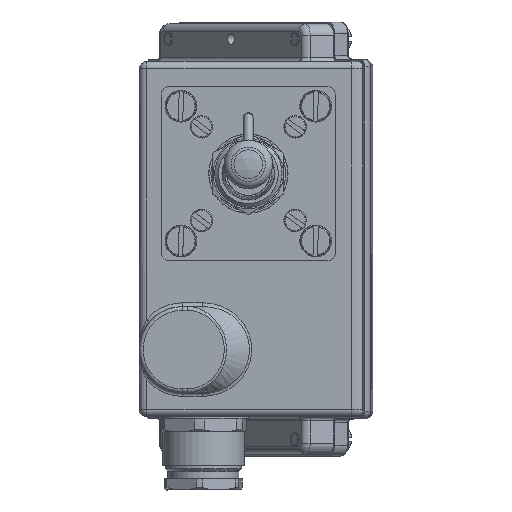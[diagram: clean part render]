
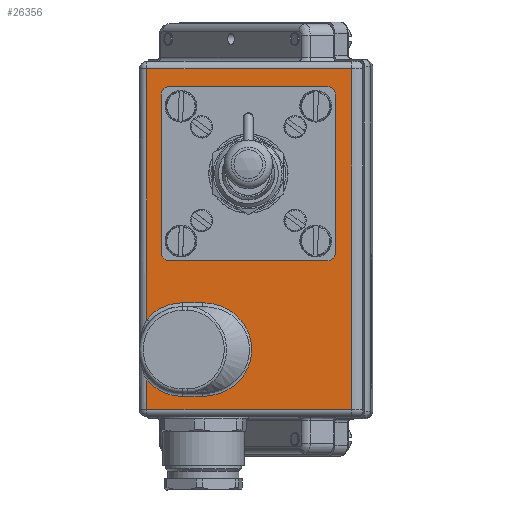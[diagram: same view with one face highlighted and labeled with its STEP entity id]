
A CAD part, front view. The second image highlights one B-rep face of the part: STEP entity #26356.
In plain terms, the highlighted planar face has unit normal (0, -1, 0).
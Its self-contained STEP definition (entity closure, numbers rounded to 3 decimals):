
#26059=CARTESIAN_POINT('',(-0.75,-50.108,16.813));
#26060=VERTEX_POINT('',#26059);
#26061=CARTESIAN_POINT('',(41.75,-50.108,16.813));
#26062=VERTEX_POINT('',#26061);
#26063=CARTESIAN_POINT('',(-0.75,-50.108,16.813));
#26064=DIRECTION('',(1.0,0.0,0.0));
#26065=VECTOR('',#26064,42.5);
#26066=LINE('',#26063,#26065);
#26067=EDGE_CURVE('',#26060,#26062,#26066,.T.);
#26090=CARTESIAN_POINT('',(-2.75,-50.108,14.813));
#26091=VERTEX_POINT('',#26090);
#26092=CARTESIAN_POINT('',(-0.75,-50.108,14.813));
#26093=DIRECTION('',(0.0,1.0,0.0));
#26094=DIRECTION('',(-1.0,0.0,0.0));
#26095=AXIS2_PLACEMENT_3D('',#26092,#26093,#26094);
#26096=CIRCLE('',#26095,2.0);
#26097=EDGE_CURVE('',#26091,#26060,#26096,.T.);
#26115=CARTESIAN_POINT('',(-2.75,-50.108,-27.687));
#26116=VERTEX_POINT('',#26115);
#26117=CARTESIAN_POINT('',(-2.75,-50.108,-27.687));
#26118=DIRECTION('',(0.0,0.0,1.0));
#26119=VECTOR('',#26118,42.5);
#26120=LINE('',#26117,#26119);
#26121=EDGE_CURVE('',#26116,#26091,#26120,.T.);
#26139=CARTESIAN_POINT('',(-0.75,-50.108,-29.687));
#26140=VERTEX_POINT('',#26139);
#26141=CARTESIAN_POINT('',(-0.75,-50.108,-27.687));
#26142=DIRECTION('',(0.0,1.0,0.0));
#26143=DIRECTION('',(0.0,0.0,-1.0));
#26144=AXIS2_PLACEMENT_3D('',#26141,#26142,#26143);
#26145=CIRCLE('',#26144,2.0);
#26146=EDGE_CURVE('',#26140,#26116,#26145,.T.);
#26164=CARTESIAN_POINT('',(41.75,-50.108,-29.687));
#26165=VERTEX_POINT('',#26164);
#26166=CARTESIAN_POINT('',(41.75,-50.108,-29.687));
#26167=DIRECTION('',(-1.0,0.0,0.0));
#26168=VECTOR('',#26167,42.5);
#26169=LINE('',#26166,#26168);
#26170=EDGE_CURVE('',#26165,#26140,#26169,.T.);
#26188=CARTESIAN_POINT('',(43.75,-50.108,-27.687));
#26189=VERTEX_POINT('',#26188);
#26190=CARTESIAN_POINT('',(41.75,-50.108,-27.687));
#26191=DIRECTION('',(0.0,1.0,0.0));
#26192=DIRECTION('',(1.0,0.0,0.0));
#26193=AXIS2_PLACEMENT_3D('',#26190,#26191,#26192);
#26194=CIRCLE('',#26193,2.0);
#26195=EDGE_CURVE('',#26189,#26165,#26194,.T.);
#26213=CARTESIAN_POINT('',(43.75,-50.108,14.813));
#26214=VERTEX_POINT('',#26213);
#26215=CARTESIAN_POINT('',(43.75,-50.108,14.813));
#26216=DIRECTION('',(0.0,0.0,-1.0));
#26217=VECTOR('',#26216,42.5);
#26218=LINE('',#26215,#26217);
#26219=EDGE_CURVE('',#26214,#26189,#26218,.T.);
#26237=CARTESIAN_POINT('',(41.75,-50.108,14.813));
#26238=DIRECTION('',(0.0,1.0,0.0));
#26239=DIRECTION('',(0.0,0.0,1.0));
#26240=AXIS2_PLACEMENT_3D('',#26237,#26238,#26239);
#26241=CIRCLE('',#26240,2.0);
#26242=EDGE_CURVE('',#26062,#26214,#26241,.T.);
#26250=CARTESIAN_POINT('',(48.068,-50.108,-71.437));
#26251=DIRECTION('',(0.0,-1.0,0.0));
#26252=DIRECTION('',(0.0,0.0,1.0));
#26253=AXIS2_PLACEMENT_3D('',#26250,#26251,#26252);
#26254=PLANE('',#26253);
#26255=CARTESIAN_POINT('',(2.9,-50.108,-40.937));
#26256=VERTEX_POINT('',#26255);
#26257=CARTESIAN_POINT('',(-6.6,-50.108,-45.313));
#26258=VERTEX_POINT('',#26257);
#26259=CARTESIAN_POINT('',(2.9,-50.108,-53.437));
#26260=DIRECTION('',(0.,-1.0,0.));
#26261=DIRECTION('',(-0.467,0.,0.884));
#26262=AXIS2_PLACEMENT_3D('',#26259,#26260,#26261);
#26263=CIRCLE('',#26262,12.5);
#26264=EDGE_CURVE('',#26256,#26258,#26263,.T.);
#26265=ORIENTED_EDGE('',*,*,#26264,.F.);
#26266=CARTESIAN_POINT('',(8.222,-50.108,-40.937));
#26267=VERTEX_POINT('',#26266);
#26268=CARTESIAN_POINT('',(8.222,-50.108,-40.937));
#26269=DIRECTION('',(-1.0,0.0,0.0));
#26270=VECTOR('',#26269,5.322);
#26271=LINE('',#26268,#26270);
#26272=EDGE_CURVE('',#26267,#26256,#26271,.T.);
#26273=ORIENTED_EDGE('',*,*,#26272,.F.);
#26274=CARTESIAN_POINT('',(8.222,-50.108,-65.937));
#26275=VERTEX_POINT('',#26274);
#26276=CARTESIAN_POINT('',(8.222,-50.108,-65.937));
#26277=CARTESIAN_POINT('',(10.136,-50.108,-65.937));
#26278=CARTESIAN_POINT('',(14.005,-50.108,-65.16));
#26279=CARTESIAN_POINT('',(18.796,-50.108,-61.662));
#26280=CARTESIAN_POINT('',(21.501,-50.108,-56.375));
#26281=CARTESIAN_POINT('',(21.499,-50.108,-50.47));
#26282=CARTESIAN_POINT('',(18.772,-50.108,-45.191));
#26283=CARTESIAN_POINT('',(13.991,-50.108,-41.712));
#26284=CARTESIAN_POINT('',(10.136,-50.108,-40.937));
#26285=CARTESIAN_POINT('',(8.222,-50.108,-40.937));
#26286=B_SPLINE_CURVE_WITH_KNOTS('',3,(#26276,#26277,#26278,#26279,#26280,#26281,#26282,#26283,#26284,#26285),.UNSPECIFIED.,.F.,.U.,(4,1,1,1,1,1,1,4),(-4.019,-3.445,-2.871,-2.296,-1.722,-1.148,-0.574,0.0),.UNSPECIFIED.);
#26287=EDGE_CURVE('',#26275,#26267,#26286,.T.);
#26288=ORIENTED_EDGE('',*,*,#26287,.F.);
#26289=CARTESIAN_POINT('',(2.9,-50.108,-65.937));
#26290=VERTEX_POINT('',#26289);
#26291=CARTESIAN_POINT('',(2.9,-50.108,-65.937));
#26292=DIRECTION('',(1.0,0.0,0.0));
#26293=VECTOR('',#26292,5.322);
#26294=LINE('',#26291,#26293);
#26295=EDGE_CURVE('',#26290,#26275,#26294,.T.);
#26296=ORIENTED_EDGE('',*,*,#26295,.F.);
#26297=CARTESIAN_POINT('',(-6.6,-50.108,-61.561));
#26298=VERTEX_POINT('',#26297);
#26299=CARTESIAN_POINT('',(2.9,-50.108,-53.437));
#26300=DIRECTION('',(0.,-1.0,0.));
#26301=DIRECTION('',(-0.467,0.,-0.884));
#26302=AXIS2_PLACEMENT_3D('',#26299,#26300,#26301);
#26303=CIRCLE('',#26302,12.5);
#26304=EDGE_CURVE('',#26298,#26290,#26303,.T.);
#26305=ORIENTED_EDGE('',*,*,#26304,.F.);
#26306=CARTESIAN_POINT('',(-6.6,-50.108,-69.437));
#26307=VERTEX_POINT('',#26306);
#26308=CARTESIAN_POINT('',(-6.6,-50.108,-69.437));
#26309=DIRECTION('',(0.0,0.0,1.0));
#26310=VECTOR('',#26309,7.876);
#26311=LINE('',#26308,#26310);
#26312=EDGE_CURVE('',#26307,#26298,#26311,.T.);
#26313=ORIENTED_EDGE('',*,*,#26312,.F.);
#26314=CARTESIAN_POINT('',(48.068,-50.108,-69.437));
#26315=VERTEX_POINT('',#26314);
#26316=CARTESIAN_POINT('',(48.068,-50.108,-69.437));
#26317=DIRECTION('',(-1.0,0.0,0.0));
#26318=VECTOR('',#26317,54.668);
#26319=LINE('',#26316,#26318);
#26320=EDGE_CURVE('',#26315,#26307,#26319,.T.);
#26321=ORIENTED_EDGE('',*,*,#26320,.F.);
#26322=CARTESIAN_POINT('',(48.068,-50.108,21.563));
#26323=VERTEX_POINT('',#26322);
#26324=CARTESIAN_POINT('',(48.068,-50.108,-69.437));
#26325=DIRECTION('',(0.0,0.0,1.0));
#26326=VECTOR('',#26325,91.0);
#26327=LINE('',#26324,#26326);
#26328=EDGE_CURVE('',#26315,#26323,#26327,.T.);
#26329=ORIENTED_EDGE('',*,*,#26328,.T.);
#26330=CARTESIAN_POINT('',(-6.6,-50.108,21.563));
#26331=VERTEX_POINT('',#26330);
#26332=CARTESIAN_POINT('',(-6.6,-50.108,21.563));
#26333=DIRECTION('',(1.0,0.0,0.0));
#26334=VECTOR('',#26333,54.668);
#26335=LINE('',#26332,#26334);
#26336=EDGE_CURVE('',#26331,#26323,#26335,.T.);
#26337=ORIENTED_EDGE('',*,*,#26336,.F.);
#26338=CARTESIAN_POINT('',(-6.6,-50.108,-45.313));
#26339=DIRECTION('',(0.0,0.0,1.0));
#26340=VECTOR('',#26339,66.876);
#26341=LINE('',#26338,#26340);
#26342=EDGE_CURVE('',#26258,#26331,#26341,.T.);
#26343=ORIENTED_EDGE('',*,*,#26342,.F.);
#26344=EDGE_LOOP('',(#26265,#26273,#26288,#26296,#26305,#26313,#26321,#26329,#26337,#26343));
#26345=FACE_OUTER_BOUND('',#26344,.T.);
#26346=ORIENTED_EDGE('',*,*,#26067,.T.);
#26347=ORIENTED_EDGE('',*,*,#26242,.T.);
#26348=ORIENTED_EDGE('',*,*,#26219,.T.);
#26349=ORIENTED_EDGE('',*,*,#26195,.T.);
#26350=ORIENTED_EDGE('',*,*,#26170,.T.);
#26351=ORIENTED_EDGE('',*,*,#26146,.T.);
#26352=ORIENTED_EDGE('',*,*,#26121,.T.);
#26353=ORIENTED_EDGE('',*,*,#26097,.T.);
#26354=EDGE_LOOP('',(#26346,#26347,#26348,#26349,#26350,#26351,#26352,#26353));
#26355=FACE_BOUND('',#26354,.T.);
#26356=ADVANCED_FACE('',(#26345,#26355),#26254,.T.);
